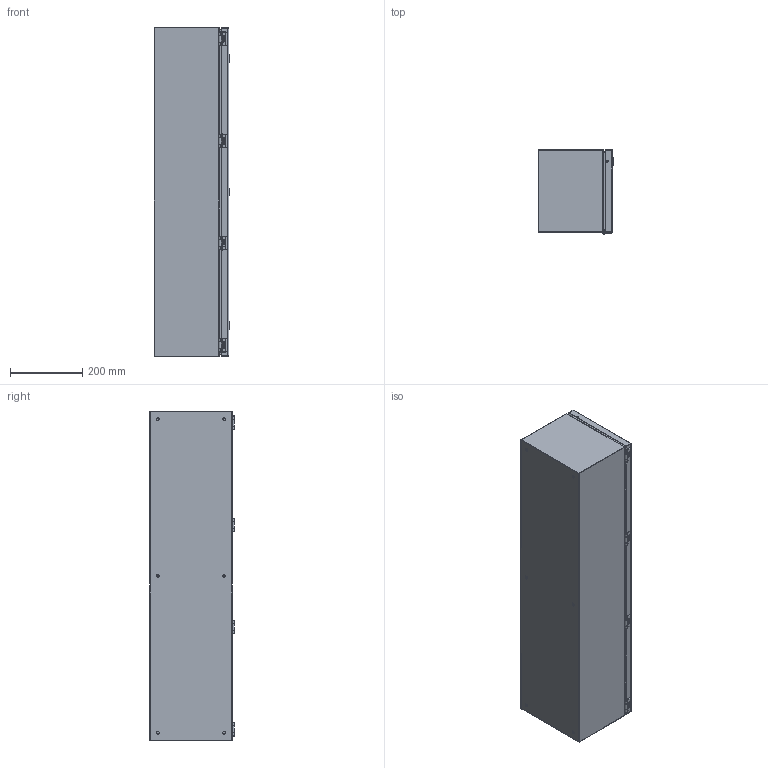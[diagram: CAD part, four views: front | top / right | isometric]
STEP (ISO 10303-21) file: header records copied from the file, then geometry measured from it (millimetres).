
FILE_DESCRIPTION (( 'STEP AP214' ), '1' );
FILE_NAME ('SCE-L9368ELJWSS.STEP', '2022-04-30T15:52:54', ( '' ), ( '' ), 'SwSTEP 2.0', 'SolidWorks 2022', '' );
FILE_SCHEMA (( 'AUTOMOTIVE_DESIGN' ));
Length unit declared in the file: inch
Products named in the file (1): SCE-L9368ELJWSS
Bounding box: 210.72 x 234.18 x 914.5 mm (x, y, z)
Volume: 2379523.6 mm3; surface area: 2401913.4 mm2
Topology: 94 solids, 94 shells, 3283 faces, 7999 edges, 4733 vertices
Faces by surface type: plane 1632, cylinder 873, bspline 422, torus 154, sphere 104, cone 98
Full cylindrical faces by diameter (mm): 3.505 x24, 3.81 x4, 3.962 x16, 4.013 x12, 4.166 x4, 4.42 x4, 4.763 x2, 4.775 x8, 4.826 x9, 4.902 x1, 5.08 x3, 5.385 x12, 5.41 x12, 5.537 x2, 6.058 x3, 6.35 x6, 6.463 x3, 6.502 x2, 6.604 x4, 6.655 x12, 6.756 x4, 6.824 x3, 7.112 x6, 7.167 x3, 7.216 x6, 7.874 x3, 8.28 x3, 8.89 x3, 9.474 x6, 10.922 x3
Entity records: 108142 total; most frequent: CARTESIAN_POINT 36232, ORIENTED_EDGE 14514, DIRECTION 13927, EDGE_CURVE 7257, AXIS2_PLACEMENT_3D 5050, VERTEX_POINT 4622, EDGE_LOOP 3903, LINE 3827
